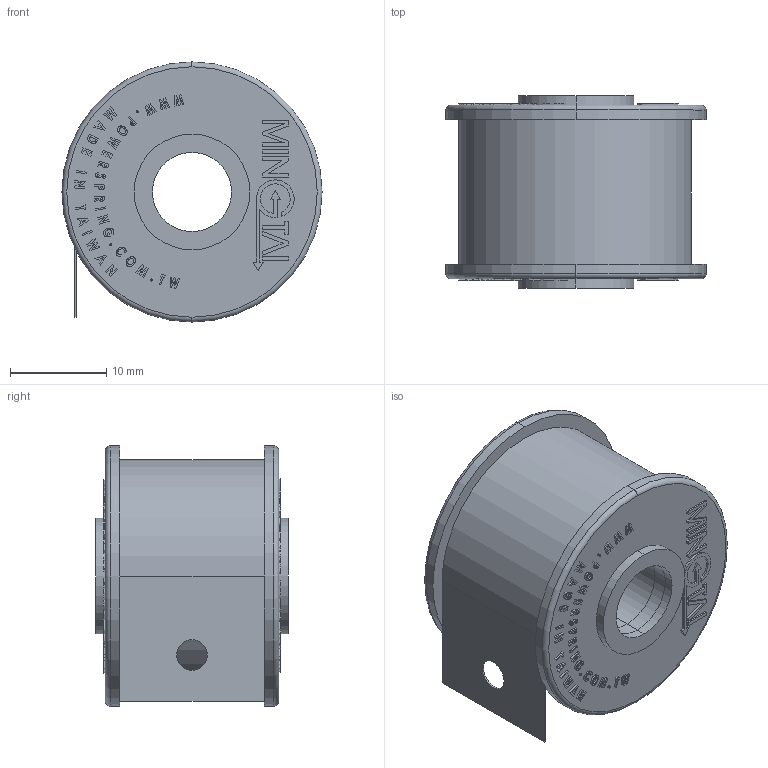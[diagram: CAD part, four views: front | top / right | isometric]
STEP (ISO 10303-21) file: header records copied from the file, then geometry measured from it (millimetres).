
FILE_DESCRIPTION (( 'STEP AP203' ), '1' );
FILE_NAME ('CP00750610.STEP', '2020-11-25T05:18:14', ( '' ), ( '' ), 'SwSTEP 2.0', 'SolidWorks 2020', '' );
FILE_SCHEMA (( 'CONFIG_CONTROL_DESIGN' ));
Length unit declared in the file: millimetre
Products named in the file (3): CP00750610_Spring; 20mm(OD27)_10mm(OD17); CP00750610
Assembly tree (3 placements, depth 2):
  CP00750610
    CP00750610_Spring
    20mm(OD27)_10mm(OD17)  x2
Bounding box: 27 x 20 x 27 mm (x, y, z)
Volume: 6011.6 mm3; surface area: 29119.8 mm2
Topology: 75 solids, 75 shells, 1186 faces, 3050 edges, 2028 vertices
Faces by surface type: plane 842, bspline 174, cylinder 154, torus 12, cone 4
Entity records: 23896 total; most frequent: CARTESIAN_POINT 8474, ORIENTED_EDGE 3266, DIRECTION 2793, EDGE_CURVE 1633, VECTOR 1223, LINE 1223, VERTEX_POINT 1086, AXIS2_PLACEMENT_3D 785
